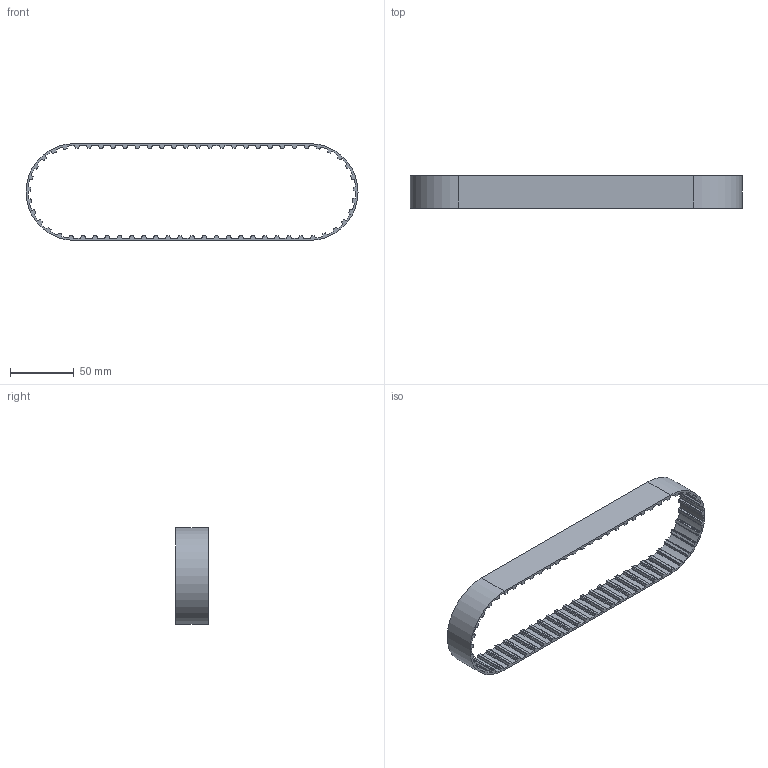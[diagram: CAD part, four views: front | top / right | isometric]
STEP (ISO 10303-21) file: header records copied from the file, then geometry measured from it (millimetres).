
FILE_DESCRIPTION (( 'STEP AP214' ), '1' );
FILE_NAME ('240L100NG.step', '2015-04-08T22:54:29', ( '' ), ( '' ), 'SwSTEP 2.0', 'SolidWorks 2014', '' );
FILE_SCHEMA (( 'AUTOMOTIVE_DESIGN' ));
Length unit declared in the file: inch
Products named in the file (1): 240L100NG
Bounding box: 261.31 x 25.4 x 76.2 mm (x, y, z)
Volume: 35461.9 mm3; surface area: 37172.9 mm2
Topology: 1 solids, 1 shells, 527 faces, 1575 edges, 1050 vertices
Faces by surface type: cylinder 294, plane 233
Entity records: 17981 total; most frequent: DIRECTION 3219, CARTESIAN_POINT 3153, ORIENTED_EDGE 3150, EDGE_CURVE 1575, AXIS2_PLACEMENT_3D 1116, VERTEX_POINT 1050, VECTOR 987, LINE 987
